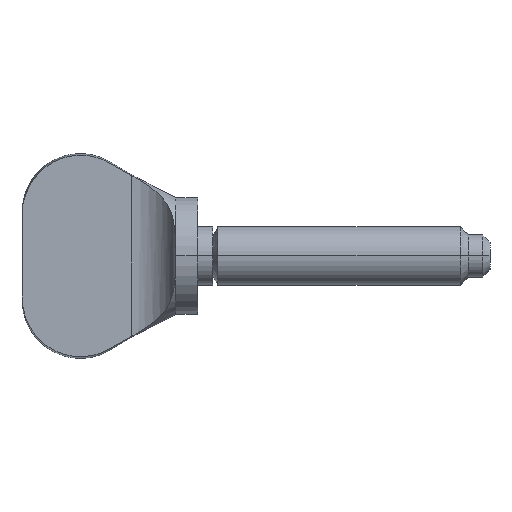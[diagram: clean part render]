
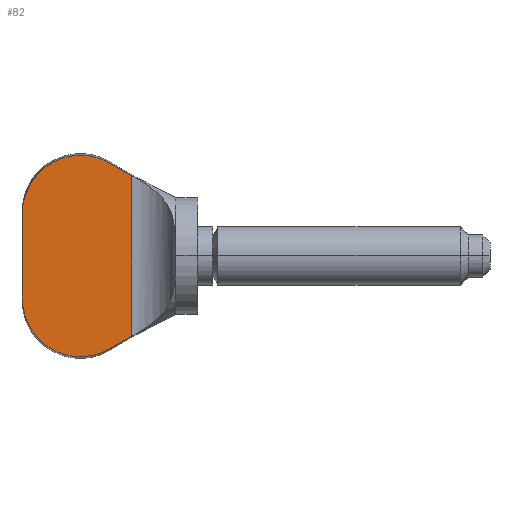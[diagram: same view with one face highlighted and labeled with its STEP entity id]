
A CAD part, top view. The second image highlights one B-rep face of the part: STEP entity #82.
In plain terms, the highlighted planar face has unit normal (0, 0, 1).
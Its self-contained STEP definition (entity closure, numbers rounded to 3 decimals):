
#75 = EDGE_CURVE ( 'NONE', #265, #188, #476, .T. ) ;
#77 = ORIENTED_EDGE ( 'NONE', *, *, #193, .F. ) ;
#78 = ORIENTED_EDGE ( 'NONE', *, *, #131, .F. ) ;
#79 = ORIENTED_EDGE ( 'NONE', *, *, #93, .F. ) ;
#81 = EDGE_LOOP ( 'NONE', ( #79, #78, #84, #87, #83, #77 ) ) ;
#82 = ADVANCED_FACE ( 'NONE', ( #394 ), #477, .F. ) ;
#83 = ORIENTED_EDGE ( 'NONE', *, *, #126, .T. ) ;
#84 = ORIENTED_EDGE ( 'NONE', *, *, #75, .F. ) ;
#87 = ORIENTED_EDGE ( 'NONE', *, *, #190, .F. ) ;
#93 = EDGE_CURVE ( 'NONE', #195, #174, #316, .T. ) ;
#126 = EDGE_CURVE ( 'NONE', #183, #196, #382, .T. ) ;
#131 = EDGE_CURVE ( 'NONE', #188, #195, #532, .T. ) ;
#174 = VERTEX_POINT ( 'NONE', #674 ) ;
#183 = VERTEX_POINT ( 'NONE', #705 ) ;
#188 = VERTEX_POINT ( 'NONE', #708 ) ;
#190 = EDGE_CURVE ( 'NONE', #183, #265, #618, .T. ) ;
#193 = EDGE_CURVE ( 'NONE', #174, #196, #611, .T. ) ;
#195 = VERTEX_POINT ( 'NONE', #662 ) ;
#196 = VERTEX_POINT ( 'NONE', #709 ) ;
#265 = VERTEX_POINT ( 'NONE', #840 ) ;
#312 = CARTESIAN_POINT ( 'NONE',  ( -11.799, 4.112, 1.25 ) ) ;
#313 = CARTESIAN_POINT ( 'NONE',  ( -11.961, 3.431, 1.25 ) ) ;
#314 = CARTESIAN_POINT ( 'NONE',  ( -12., 3.075, 1.25 ) ) ;
#315 = CARTESIAN_POINT ( 'NONE',  ( -12., 2.727, 1.25 ) ) ;
#316 = B_SPLINE_CURVE_WITH_KNOTS ( 'NONE', 3,
 ( #315, #314, #313, #312, #449, #448, #447, #446, #445, #444, #443, #442, #441, #440, #439, #438, #437, #436, #435, #434, #433, #432 ),
 .UNSPECIFIED., .F., .F.,
 ( 4, 2, 2, 2, 2, 2, 2, 2, 2, 2, 4 ),
 ( 0.003, 0.004, 0.005, 0.006, 0.006, 0.007, 0.008, 0.009, 0.009, 0.01, 0.011 ),
 .UNSPECIFIED. ) ;
#374 = DIRECTION ( 'NONE',  ( 0., 1., 0. ) ) ;
#375 = CARTESIAN_POINT ( 'NONE',  ( -12., 3., 1.25 ) ) ;
#376 = DIRECTION ( 'NONE',  ( 0., 1., 0. ) ) ;
#377 = VECTOR ( 'NONE', #376, 1000. ) ;
#378 = CARTESIAN_POINT ( 'NONE',  ( -4.49, -7., 1.25 ) ) ;
#382 = LINE ( 'NONE', #378, #377 ) ;
#394 = FACE_OUTER_BOUND ( 'NONE', #81, .T. ) ;
#397 = AXIS2_PLACEMENT_3D ( 'NONE', #475, #463, #462 ) ;
#432 = CARTESIAN_POINT ( 'NONE',  ( -6.078, 6.387, 1.25 ) ) ;
#433 = CARTESIAN_POINT ( 'NONE',  ( -6.385, 6.558, 1.25 ) ) ;
#434 = CARTESIAN_POINT ( 'NONE',  ( -6.712, 6.688, 1.25 ) ) ;
#435 = CARTESIAN_POINT ( 'NONE',  ( -7.399, 6.857, 1.25 ) ) ;
#436 = CARTESIAN_POINT ( 'NONE',  ( -7.747, 6.895, 1.25 ) ) ;
#437 = CARTESIAN_POINT ( 'NONE',  ( -8.276, 6.882, 1.25 ) ) ;
#438 = CARTESIAN_POINT ( 'NONE',  ( -8.453, 6.865, 1.25 ) ) ;
#439 = CARTESIAN_POINT ( 'NONE',  ( -8.8, 6.809, 1.25 ) ) ;
#440 = CARTESIAN_POINT ( 'NONE',  ( -8.97, 6.77, 1.25 ) ) ;
#441 = CARTESIAN_POINT ( 'NONE',  ( -9.473, 6.618, 1.25 ) ) ;
#442 = CARTESIAN_POINT ( 'NONE',  ( -9.8, 6.47, 1.25 ) ) ;
#443 = CARTESIAN_POINT ( 'NONE',  ( -10.244, 6.191, 1.25 ) ) ;
#444 = CARTESIAN_POINT ( 'NONE',  ( -10.386, 6.088, 1.25 ) ) ;
#445 = CARTESIAN_POINT ( 'NONE',  ( -10.657, 5.864, 1.25 ) ) ;
#446 = CARTESIAN_POINT ( 'NONE',  ( -10.786, 5.741, 1.25 ) ) ;
#447 = CARTESIAN_POINT ( 'NONE',  ( -11.144, 5.354, 1.25 ) ) ;
#448 = CARTESIAN_POINT ( 'NONE',  ( -11.346, 5.068, 1.25 ) ) ;
#449 = CARTESIAN_POINT ( 'NONE',  ( -11.676, 4.443, 1.25 ) ) ;
#454 = CARTESIAN_POINT ( 'NONE',  ( -9.946, -6.378, 1.25 ) ) ;
#455 = CARTESIAN_POINT ( 'NONE',  ( -9.789, -6.462, 1.25 ) ) ;
#456 = CARTESIAN_POINT ( 'NONE',  ( -9.468, -6.608, 1.25 ) ) ;
#457 = CARTESIAN_POINT ( 'NONE',  ( -9.305, -6.669, 1.25 ) ) ;
#458 = CARTESIAN_POINT ( 'NONE',  ( -8.802, -6.821, 1.25 ) ) ;
#459 = CARTESIAN_POINT ( 'NONE',  ( -8.448, -6.878, 1.25 ) ) ;
#460 = CARTESIAN_POINT ( 'NONE',  ( -7.924, -6.891, 1.25 ) ) ;
#462 = DIRECTION ( 'NONE',  ( -1., 0., 0. ) ) ;
#463 = DIRECTION ( 'NONE',  ( 0., 0., -1. ) ) ;
#469 = CARTESIAN_POINT ( 'NONE',  ( -7.749, -6.883, 1.25 ) ) ;
#470 = CARTESIAN_POINT ( 'NONE',  ( -7.4, -6.845, 1.25 ) ) ;
#471 = CARTESIAN_POINT ( 'NONE',  ( -7.224, -6.814, 1.25 ) ) ;
#472 = CARTESIAN_POINT ( 'NONE',  ( -6.712, -6.687, 1.25 ) ) ;
#473 = CARTESIAN_POINT ( 'NONE',  ( -6.387, -6.559, 1.25 ) ) ;
#474 = CARTESIAN_POINT ( 'NONE',  ( -6.078, -6.387, 1.25 ) ) ;
#475 = CARTESIAN_POINT ( 'NONE',  ( -12., -7., 1.25 ) ) ;
#476 = B_SPLINE_CURVE_WITH_KNOTS ( 'NONE', 3,
 ( #474, #473, #472, #471, #470, #469, #460, #459, #458, #457, #456, #455, #454, #522, #521, #520, #519, #518, #517, #516, #515, #514, #513, #512 ),
 .UNSPECIFIED., .F., .F.,
 ( 4, 2, 2, 2, 2, 2, 2, 2, 2, 2, 2, 4 ),
 ( 0.025, 0.026, 0.027, 0.027, 0.028, 0.029, 0.029, 0.03, 0.031, 0.032, 0.032, 0.033 ),
 .UNSPECIFIED. ) ;
#477 = PLANE ( 'NONE',  #397 ) ;
#512 = CARTESIAN_POINT ( 'NONE',  ( -12., -2.727, 1.25 ) ) ;
#513 = CARTESIAN_POINT ( 'NONE',  ( -12., -3.077, 1.25 ) ) ;
#514 = CARTESIAN_POINT ( 'NONE',  ( -11.961, -3.432, 1.25 ) ) ;
#515 = CARTESIAN_POINT ( 'NONE',  ( -11.839, -3.943, 1.25 ) ) ;
#516 = CARTESIAN_POINT ( 'NONE',  ( -11.788, -4.111, 1.25 ) ) ;
#517 = CARTESIAN_POINT ( 'NONE',  ( -11.665, -4.44, 1.25 ) ) ;
#518 = CARTESIAN_POINT ( 'NONE',  ( -11.592, -4.602, 1.25 ) ) ;
#519 = CARTESIAN_POINT ( 'NONE',  ( -11.345, -5.068, 1.25 ) ) ;
#520 = CARTESIAN_POINT ( 'NONE',  ( -11.144, -5.354, 1.25 ) ) ;
#521 = CARTESIAN_POINT ( 'NONE',  ( -10.662, -5.874, 1.25 ) ) ;
#522 = CARTESIAN_POINT ( 'NONE',  ( -10.392, -6.098, 1.25 ) ) ;
#525 = VECTOR ( 'NONE', #374, 1000. ) ;
#532 = LINE ( 'NONE', #375, #525 ) ;
#610 = CARTESIAN_POINT ( 'NONE',  ( -6.078, 6.387, 1.25 ) ) ;
#611 = B_SPLINE_CURVE_WITH_KNOTS ( 'NONE', 3,
 ( #610, #744, #743, #742 ),
 .UNSPECIFIED., .F., .F.,
 ( 4, 4 ),
 ( 0.006, 0.008 ),
 .UNSPECIFIED. ) ;
#612 = CARTESIAN_POINT ( 'NONE',  ( -6.078, -6.387, 1.25 ) ) ;
#613 = CARTESIAN_POINT ( 'NONE',  ( -5.548, -6.091, 1.25 ) ) ;
#614 = CARTESIAN_POINT ( 'NONE',  ( -5.019, -5.795, 1.25 ) ) ;
#615 = CARTESIAN_POINT ( 'NONE',  ( -4.49, -5.497, 1.25 ) ) ;
#618 = B_SPLINE_CURVE_WITH_KNOTS ( 'NONE', 3,
 ( #615, #614, #613, #612 ),
 .UNSPECIFIED., .F., .F.,
 ( 4, 4 ),
 ( 0.007, 0.009 ),
 .UNSPECIFIED. ) ;
#662 = CARTESIAN_POINT ( 'NONE',  ( -12., 2.727, 1.25 ) ) ;
#674 = CARTESIAN_POINT ( 'NONE',  ( -6.078, 6.387, 1.25 ) ) ;
#705 = CARTESIAN_POINT ( 'NONE',  ( -4.49, -5.497, 1.25 ) ) ;
#708 = CARTESIAN_POINT ( 'NONE',  ( -12., -2.727, 1.25 ) ) ;
#709 = CARTESIAN_POINT ( 'NONE',  ( -4.49, 5.497, 1.25 ) ) ;
#742 = CARTESIAN_POINT ( 'NONE',  ( -4.49, 5.497, 1.25 ) ) ;
#743 = CARTESIAN_POINT ( 'NONE',  ( -5.019, 5.795, 1.25 ) ) ;
#744 = CARTESIAN_POINT ( 'NONE',  ( -5.548, 6.091, 1.25 ) ) ;
#840 = CARTESIAN_POINT ( 'NONE',  ( -6.078, -6.387, 1.25 ) ) ;
